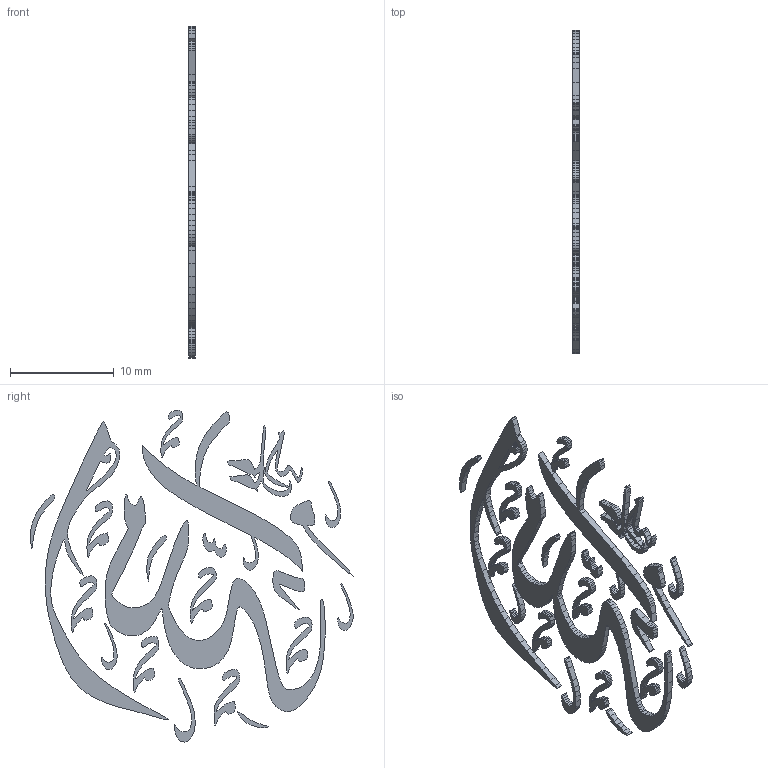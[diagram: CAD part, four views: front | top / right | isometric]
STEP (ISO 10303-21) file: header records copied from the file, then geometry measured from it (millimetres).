
FILE_DESCRIPTION(('FreeCAD Model'),'2;1');
FILE_NAME('Open CASCADE Shape Model','2025-05-04T05:31:27',('FreeCAD'),( 'FreeCAD'),'Open CASCADE STEP processor 7.6','FreeCAD','Unknown');
FILE_SCHEMA(('AUTOMOTIVE_DESIGN { 1 0 10303 214 1 1 1 1 }'));
Products named in the file (1): Open CASCADE STEP translator 7.6 1
Bounding box: 0.6 x 31.21 x 32.04 mm (x, y, z)
Volume: 146 mm3; surface area: 851.4 mm2
Topology: 21 solids, 21 shells, 1733 faces, 5073 edges, 3382 vertices
Faces by surface type: bspline 1733
Entity records: 51132 total; most frequent: CARTESIAN_POINT 20461, ORIENTED_EDGE 10146, EDGE_CURVE 5073, B_SPLINE_CURVE_WITH_KNOTS 5073, VERTEX_POINT 3382, FACE_BOUND 1737, EDGE_LOOP 1737, ADVANCED_FACE 1733
